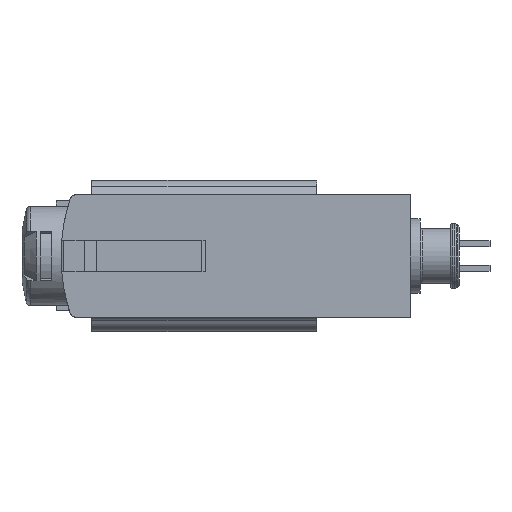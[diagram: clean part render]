
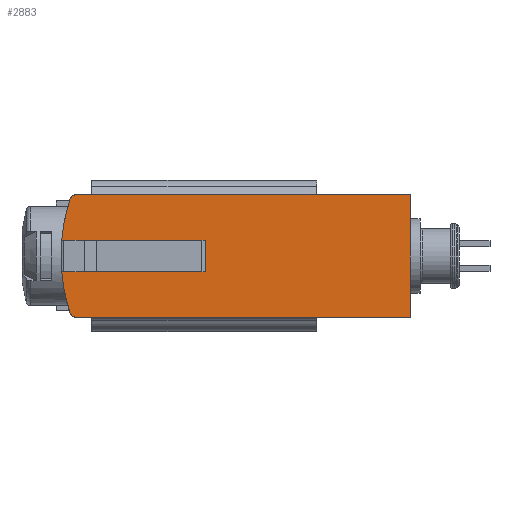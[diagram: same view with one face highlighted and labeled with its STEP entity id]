
A CAD part, left-side view. The second image highlights one B-rep face of the part: STEP entity #2883.
In plain terms, the highlighted planar face has unit normal (-1, 0, 0).
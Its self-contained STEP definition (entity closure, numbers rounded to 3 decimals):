
#40=PLANE('',#3160);
#168=CIRCLE('',#3045,15.);
#171=CIRCLE('',#3048,15.);
#219=CIRCLE('',#3116,0.5);
#236=CIRCLE('',#3161,0.5);
#357=LINE('',#4615,#605);
#378=LINE('',#4671,#626);
#394=LINE('',#4746,#642);
#395=LINE('',#4748,#643);
#396=LINE('',#4751,#644);
#397=LINE('',#4753,#645);
#605=VECTOR('',#3571,1000.);
#626=VECTOR('',#3620,1000.);
#642=VECTOR('',#3700,1000.);
#643=VECTOR('',#3703,1000.);
#644=VECTOR('',#3704,1000.);
#645=VECTOR('',#3707,1000.);
#1032=ORIENTED_EDGE('',*,*,#1816,.T.);
#1033=ORIENTED_EDGE('',*,*,#1817,.T.);
#1034=ORIENTED_EDGE('',*,*,#1622,.F.);
#1035=ORIENTED_EDGE('',*,*,#1753,.F.);
#1036=ORIENTED_EDGE('',*,*,#1750,.T.);
#1037=ORIENTED_EDGE('',*,*,#1815,.T.);
#1038=ORIENTED_EDGE('',*,*,#1778,.F.);
#1039=ORIENTED_EDGE('',*,*,#1818,.F.);
#1040=ORIENTED_EDGE('',*,*,#1625,.F.);
#1041=ORIENTED_EDGE('',*,*,#1819,.F.);
#1622=EDGE_CURVE('',#2034,#2035,#168,.T.);
#1625=EDGE_CURVE('',#2037,#2038,#171,.T.);
#1750=EDGE_CURVE('',#2158,#2157,#357,.T.);
#1753=EDGE_CURVE('',#2158,#2034,#219,.T.);
#1778=EDGE_CURVE('',#2178,#2179,#378,.T.);
#1815=EDGE_CURVE('',#2157,#2179,#394,.T.);
#1816=EDGE_CURVE('',#2198,#2199,#395,.T.);
#1817=EDGE_CURVE('',#2199,#2035,#396,.T.);
#1818=EDGE_CURVE('',#2038,#2178,#236,.T.);
#1819=EDGE_CURVE('',#2198,#2037,#397,.T.);
#2034=VERTEX_POINT('',#4292);
#2035=VERTEX_POINT('',#4294);
#2037=VERTEX_POINT('',#4298);
#2038=VERTEX_POINT('',#4300);
#2157=VERTEX_POINT('',#4614);
#2158=VERTEX_POINT('',#4616);
#2178=VERTEX_POINT('',#4670);
#2179=VERTEX_POINT('',#4672);
#2198=VERTEX_POINT('',#4749);
#2199=VERTEX_POINT('',#4750);
#2383=EDGE_LOOP('',(#1032,#1033,#1034,#1035,#1036,#1037,#1038,#1039,#1040,
#1041));
#2618=FACE_BOUND('',#2383,.T.);
#2883=ADVANCED_FACE('',(#2618),#40,.F.);
#3045=AXIS2_PLACEMENT_3D('',#4293,#3376,#3377);
#3048=AXIS2_PLACEMENT_3D('',#4299,#3382,#3383);
#3116=AXIS2_PLACEMENT_3D('',#4620,#3577,#3578);
#3160=AXIS2_PLACEMENT_3D('',#4747,#3701,#3702);
#3161=AXIS2_PLACEMENT_3D('',#4752,#3705,#3706);
#3376=DIRECTION('',(1.,0.,0.));
#3377=DIRECTION('',(0.,0.,-1.));
#3382=DIRECTION('',(1.,0.,0.));
#3383=DIRECTION('',(0.,0.,-1.));
#3571=DIRECTION('',(0.,-1.,0.));
#3577=DIRECTION('',(1.,0.,0.));
#3578=DIRECTION('',(0.,0.,-1.));
#3620=DIRECTION('',(0.,-1.,0.));
#3700=DIRECTION('',(0.,0.,1.));
#3701=DIRECTION('',(1.,0.,0.));
#3702=DIRECTION('',(0.,0.,-1.));
#3703=DIRECTION('',(0.,0.,-1.));
#3704=DIRECTION('',(0.,1.,0.));
#3705=DIRECTION('',(1.,0.,0.));
#3706=DIRECTION('',(0.,0.,-1.));
#3707=DIRECTION('',(0.,1.,0.));
#4292=CARTESIAN_POINT('',(-102.4,20.109,-4.655));
#4293=CARTESIAN_POINT('',(-102.4,5.85,0.));
#4294=CARTESIAN_POINT('',(-102.4,20.794,-1.3));
#4298=CARTESIAN_POINT('',(-102.4,20.794,1.3));
#4299=CARTESIAN_POINT('',(-102.4,5.85,0.));
#4300=CARTESIAN_POINT('',(-102.4,20.109,4.655));
#4614=CARTESIAN_POINT('',(-102.4,-7.65,-5.));
#4615=CARTESIAN_POINT('',(-102.4,23.,-5.));
#4616=CARTESIAN_POINT('',(-102.4,19.634,-5.));
#4620=CARTESIAN_POINT('',(-102.4,19.634,-4.5));
#4670=CARTESIAN_POINT('',(-102.4,19.634,5.));
#4671=CARTESIAN_POINT('',(-102.4,23.,5.));
#4672=CARTESIAN_POINT('',(-102.4,-7.65,5.));
#4746=CARTESIAN_POINT('',(-102.4,-7.65,-5.));
#4747=CARTESIAN_POINT('',(-102.4,23.,-5.));
#4748=CARTESIAN_POINT('',(-102.4,9.05,1.3));
#4749=CARTESIAN_POINT('',(-102.4,9.05,1.3));
#4750=CARTESIAN_POINT('',(-102.4,9.05,-1.3));
#4751=CARTESIAN_POINT('',(-102.4,9.05,-1.3));
#4752=CARTESIAN_POINT('',(-102.4,19.634,4.5));
#4753=CARTESIAN_POINT('',(-102.4,9.05,1.3));
